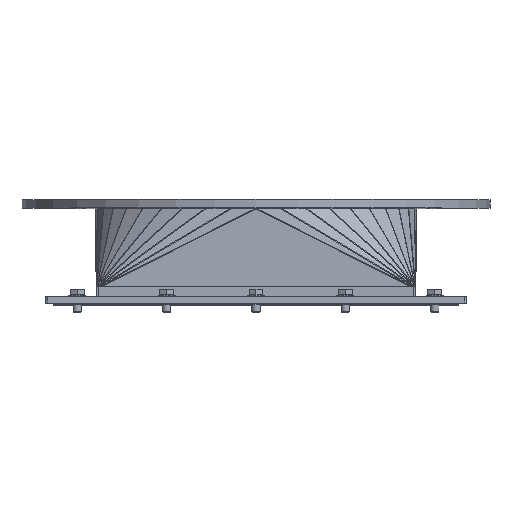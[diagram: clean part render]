
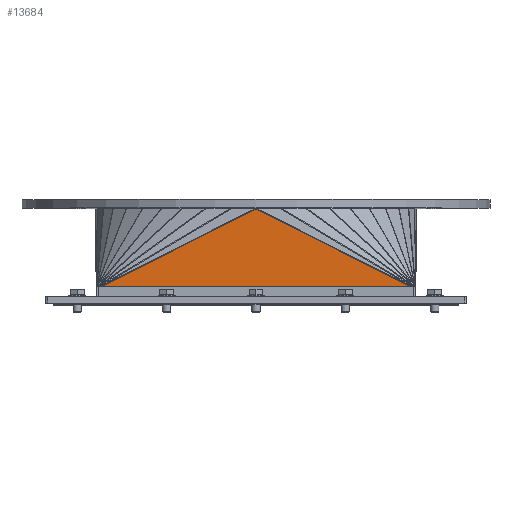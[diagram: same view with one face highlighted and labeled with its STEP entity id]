
A CAD part, top view. The second image highlights one B-rep face of the part: STEP entity #13684.
In plain terms, the highlighted planar face has unit normal (0, -0.01, 1).
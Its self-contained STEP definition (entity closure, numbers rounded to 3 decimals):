
#919=LINE('',#22616,#1739);
#985=LINE('',#22806,#1805);
#1017=LINE('',#22883,#1837);
#1018=LINE('',#22885,#1838);
#1739=VECTOR('',#17596,10.);
#1805=VECTOR('',#17832,10.);
#1837=VECTOR('',#17930,10.);
#1838=VECTOR('',#17933,10.);
#3658=FACE_OUTER_BOUND('',#4842,.T.);
#4842=EDGE_LOOP('',(#10593,#10594,#10595,#10596));
#6242=VERTEX_POINT('',#21513);
#6285=VERTEX_POINT('',#22070);
#6291=VERTEX_POINT('',#22148);
#6360=VERTEX_POINT('',#22803);
#7688=EDGE_CURVE('',#6285,#6242,#919,.T.);
#7789=EDGE_CURVE('',#6360,#6285,#985,.T.);
#7829=EDGE_CURVE('',#6291,#6242,#1017,.T.);
#7830=EDGE_CURVE('',#6360,#6291,#1018,.T.);
#10593=ORIENTED_EDGE('',*,*,#7830,.F.);
#10594=ORIENTED_EDGE('',*,*,#7789,.T.);
#10595=ORIENTED_EDGE('',*,*,#7688,.T.);
#10596=ORIENTED_EDGE('',*,*,#7829,.F.);
#12023=PLANE('',#15017);
#13684=ADVANCED_FACE('',(#3658),#12023,.F.);
#15017=AXIS2_PLACEMENT_3D('',#22884,#17931,#17932);
#17596=DIRECTION('',(1.,0.,0.));
#17832=DIRECTION('',(-0.893,-0.449,-0.004));
#17930=DIRECTION('',(0.893,-0.449,-0.004));
#17931=DIRECTION('center_axis',(0.,0.01,
-1.));
#17932=DIRECTION('ref_axis',(0.,-1.,-0.01));
#17933=DIRECTION('',(1.,0.,0.));
#21513=CARTESIAN_POINT('',(146.062,-74.504,151.999));
#22070=CARTESIAN_POINT('',(-146.062,-74.504,151.999));
#22148=CARTESIAN_POINT('',(0.015,-1.104,152.718));
#22616=CARTESIAN_POINT('',(-150.,-74.504,151.999));
#22803=CARTESIAN_POINT('',(-0.015,-1.104,152.718));
#22806=CARTESIAN_POINT('',(-0.015,-1.104,152.718));
#22883=CARTESIAN_POINT('',(0.015,-1.104,152.718));
#22884=CARTESIAN_POINT('Origin',(-0.015,-1.104,
152.718));
#22885=CARTESIAN_POINT('',(-0.403,-1.104,152.718));
